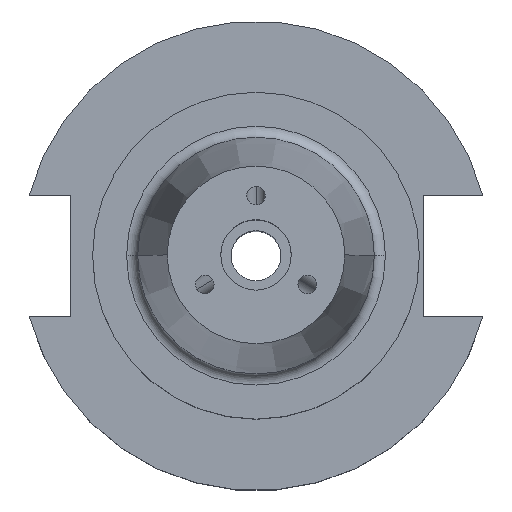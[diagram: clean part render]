
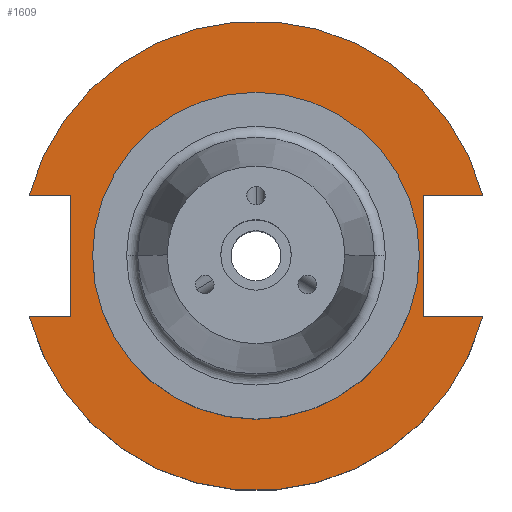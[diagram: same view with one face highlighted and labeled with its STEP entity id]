
A CAD part, top view. The second image highlights one B-rep face of the part: STEP entity #1609.
In plain terms, the highlighted planar face has unit normal (0, 0, 1).
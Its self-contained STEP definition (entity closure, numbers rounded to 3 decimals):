
#31 = AXIS2_PLACEMENT_3D ( 'NONE', #338, #912, #1887 ) ;
#48 = EDGE_CURVE ( 'NONE', #489, #2377, #2312, .T. ) ;
#79 = EDGE_CURVE ( 'NONE', #219, #489, #2261, .T. ) ;
#134 = CARTESIAN_POINT ( 'NONE',  ( -30.675, -8.191, 19.05 ) ) ;
#154 = VERTEX_POINT ( 'NONE', #134 ) ;
#213 = EDGE_CURVE ( 'NONE', #1956, #2083, #448, .T. ) ;
#219 = VERTEX_POINT ( 'NONE', #1254 ) ;
#228 = ORIENTED_EDGE ( 'NONE', *, *, #79, .T. ) ;
#304 = DIRECTION ( 'NONE',  ( 0., -1., 0. ) ) ;
#322 = CARTESIAN_POINT ( 'NONE',  ( 0., 22.1, 19.05 ) ) ;
#338 = CARTESIAN_POINT ( 'NONE',  ( 0., 0., 19.05 ) ) ;
#392 = ORIENTED_EDGE ( 'NONE', *, *, #923, .F. ) ;
#405 = CARTESIAN_POINT ( 'NONE',  ( -25.091, -8.191, 19.05 ) ) ;
#416 = VERTEX_POINT ( 'NONE', #2020 ) ;
#448 = LINE ( 'NONE', #1004, #1512 ) ;
#458 = CARTESIAN_POINT ( 'NONE',  ( -25.091, 8.191, 19.05 ) ) ;
#489 = VERTEX_POINT ( 'NONE', #458 ) ;
#518 = CARTESIAN_POINT ( 'NONE',  ( -25.091, 8.191, 19.05 ) ) ;
#534 = LINE ( 'NONE', #1826, #2045 ) ;
#542 = ORIENTED_EDGE ( 'NONE', *, *, #1733, .T. ) ;
#547 = ORIENTED_EDGE ( 'NONE', *, *, #2266, .F. ) ;
#603 = DIRECTION ( 'NONE',  ( -1., 0., 0. ) ) ;
#669 = DIRECTION ( 'NONE',  ( 0., 0., 1. ) ) ;
#773 = CARTESIAN_POINT ( 'NONE',  ( 0., 0., 19.05 ) ) ;
#794 = DIRECTION ( 'NONE',  ( 1., 0., 0. ) ) ;
#808 = DIRECTION ( 'NONE',  ( -1., 0., 0. ) ) ;
#830 = VECTOR ( 'NONE', #304, 1000. ) ;
#912 = DIRECTION ( 'NONE',  ( 0., 0., 1. ) ) ;
#922 = CARTESIAN_POINT ( 'NONE',  ( 30.675, 8.191, 19.05 ) ) ;
#923 = EDGE_CURVE ( 'NONE', #154, #2377, #1013, .T. ) ;
#947 = FACE_OUTER_BOUND ( 'NONE', #976, .T. ) ;
#976 = EDGE_LOOP ( 'NONE', ( #1246, #392, #1537, #1392, #2585, #1305, #542, #228 ) ) ;
#1004 = CARTESIAN_POINT ( 'NONE',  ( 0., 8.191, 19.05 ) ) ;
#1013 = LINE ( 'NONE', #1024, #2477 ) ;
#1024 = CARTESIAN_POINT ( 'NONE',  ( -61.091, -8.191, 19.05 ) ) ;
#1037 = DIRECTION ( 'NONE',  ( 0., 0., 1. ) ) ;
#1200 = CARTESIAN_POINT ( 'NONE',  ( -61.091, 8.191, 19.05 ) ) ;
#1204 = DIRECTION ( 'NONE',  ( 1., 0., 0. ) ) ;
#1246 = ORIENTED_EDGE ( 'NONE', *, *, #48, .T. ) ;
#1254 = CARTESIAN_POINT ( 'NONE',  ( -30.675, 8.191, 19.05 ) ) ;
#1270 = CARTESIAN_POINT ( 'NONE',  ( 22.606, -8.191, 19.05 ) ) ;
#1305 = ORIENTED_EDGE ( 'NONE', *, *, #213, .F. ) ;
#1392 = ORIENTED_EDGE ( 'NONE', *, *, #2120, .F. ) ;
#1473 = FACE_BOUND ( 'NONE', #1753, .T. ) ;
#1512 = VECTOR ( 'NONE', #603, 1000. ) ;
#1537 = ORIENTED_EDGE ( 'NONE', *, *, #2286, .T. ) ;
#1578 = CARTESIAN_POINT ( 'NONE',  ( 22.606, 22.1, 19.05 ) ) ;
#1592 = DIRECTION ( 'NONE',  ( 1., 0., 0. ) ) ;
#1609 = ADVANCED_FACE ( 'NONE', ( #1473, #947 ), #2037, .F. ) ;
#1633 = VERTEX_POINT ( 'NONE', #1949 ) ;
#1639 = CIRCLE ( 'NONE', #2230, 22.1 ) ;
#1641 = CARTESIAN_POINT ( 'NONE',  ( 0., 0., 19.05 ) ) ;
#1665 = DIRECTION ( 'NONE',  ( 1., 0., 0. ) ) ;
#1673 = LINE ( 'NONE', #1578, #1728 ) ;
#1706 = AXIS2_PLACEMENT_3D ( 'NONE', #322, #2339, #808 ) ;
#1728 = VECTOR ( 'NONE', #2223, 1000. ) ;
#1733 = EDGE_CURVE ( 'NONE', #1956, #219, #2300, .T. ) ;
#1750 = VECTOR ( 'NONE', #1665, 1000. ) ;
#1753 = EDGE_LOOP ( 'NONE', ( #547, #2007 ) ) ;
#1772 = DIRECTION ( 'NONE',  ( 1., 0., 0. ) ) ;
#1790 = AXIS2_PLACEMENT_3D ( 'NONE', #2507, #669, #2273 ) ;
#1826 = CARTESIAN_POINT ( 'NONE',  ( 0., -8.191, 19.05 ) ) ;
#1887 = DIRECTION ( 'NONE',  ( 1., 0., 0. ) ) ;
#1917 = AXIS2_PLACEMENT_3D ( 'NONE', #773, #2393, #1204 ) ;
#1949 = CARTESIAN_POINT ( 'NONE',  ( 22.1, 0., 19.05 ) ) ;
#1956 = VERTEX_POINT ( 'NONE', #922 ) ;
#2007 = ORIENTED_EDGE ( 'NONE', *, *, #2111, .F. ) ;
#2020 = CARTESIAN_POINT ( 'NONE',  ( 30.675, -8.191, 19.05 ) ) ;
#2037 = PLANE ( 'NONE',  #1706 ) ;
#2045 = VECTOR ( 'NONE', #794, 1000. ) ;
#2083 = VERTEX_POINT ( 'NONE', #2519 ) ;
#2111 = EDGE_CURVE ( 'NONE', #2340, #1633, #1639, .T. ) ;
#2120 = EDGE_CURVE ( 'NONE', #2242, #416, #534, .T. ) ;
#2188 = CIRCLE ( 'NONE', #1917, 31.75 ) ;
#2223 = DIRECTION ( 'NONE',  ( 0., 1., 0. ) ) ;
#2230 = AXIS2_PLACEMENT_3D ( 'NONE', #1641, #1037, #1772 ) ;
#2242 = VERTEX_POINT ( 'NONE', #1270 ) ;
#2247 = CIRCLE ( 'NONE', #1790, 22.1 ) ;
#2261 = LINE ( 'NONE', #1200, #1750 ) ;
#2266 = EDGE_CURVE ( 'NONE', #1633, #2340, #2247, .T. ) ;
#2273 = DIRECTION ( 'NONE',  ( 1., 0., 0. ) ) ;
#2286 = EDGE_CURVE ( 'NONE', #154, #416, #2188, .T. ) ;
#2300 = CIRCLE ( 'NONE', #31, 31.75 ) ;
#2312 = LINE ( 'NONE', #518, #830 ) ;
#2315 = EDGE_CURVE ( 'NONE', #2242, #2083, #1673, .T. ) ;
#2339 = DIRECTION ( 'NONE',  ( 0., 0., -1. ) ) ;
#2340 = VERTEX_POINT ( 'NONE', #2487 ) ;
#2377 = VERTEX_POINT ( 'NONE', #405 ) ;
#2393 = DIRECTION ( 'NONE',  ( 0., 0., 1. ) ) ;
#2477 = VECTOR ( 'NONE', #1592, 1000. ) ;
#2487 = CARTESIAN_POINT ( 'NONE',  ( -22.1, 0., 19.05 ) ) ;
#2507 = CARTESIAN_POINT ( 'NONE',  ( 0., 0., 19.05 ) ) ;
#2519 = CARTESIAN_POINT ( 'NONE',  ( 22.606, 8.191, 19.05 ) ) ;
#2585 = ORIENTED_EDGE ( 'NONE', *, *, #2315, .T. ) ;
